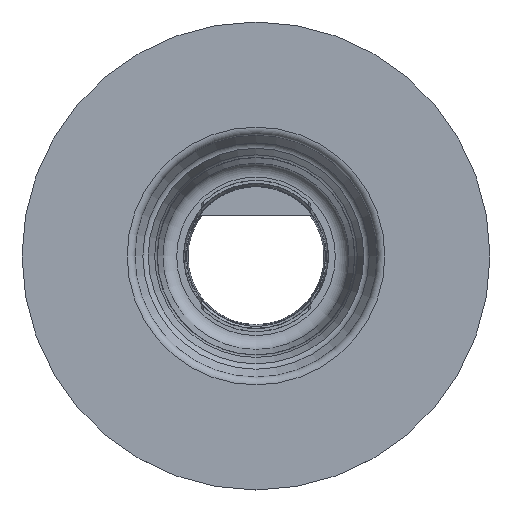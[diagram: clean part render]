
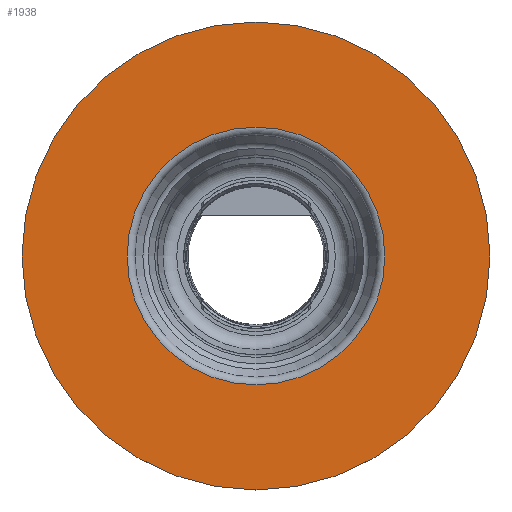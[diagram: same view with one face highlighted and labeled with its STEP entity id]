
A CAD part, top view. The second image highlights one B-rep face of the part: STEP entity #1938.
In plain terms, the highlighted planar face has unit normal (0, 0, 1).
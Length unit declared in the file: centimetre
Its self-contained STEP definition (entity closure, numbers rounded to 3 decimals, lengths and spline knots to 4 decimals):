
#144=FACE_BOUND('',#352,.T.);
#157=PLANE('',#2156);
#225=FACE_OUTER_BOUND('',#351,.T.);
#351=EDGE_LOOP('',(#1488));
#352=EDGE_LOOP('',(#1489));
#665=CIRCLE('',#2154,90.8789);
#667=CIRCLE('',#2157,165.);
#835=VERTEX_POINT('',#3301);
#836=VERTEX_POINT('',#3305);
#1071=EDGE_CURVE('',#835,#835,#665,.T.);
#1073=EDGE_CURVE('',#836,#836,#667,.T.);
#1488=ORIENTED_EDGE('',*,*,#1073,.T.);
#1489=ORIENTED_EDGE('',*,*,#1071,.F.);
#1938=ADVANCED_FACE('',(#225,#144),#157,.F.);
#2154=AXIS2_PLACEMENT_3D('',#3302,#2641,#2642);
#2156=AXIS2_PLACEMENT_3D('',#3304,#2645,#2646);
#2157=AXIS2_PLACEMENT_3D('',#3306,#2647,#2648);
#2641=DIRECTION('center_axis',(0.,0.,1.));
#2642=DIRECTION('ref_axis',(-1.,0.,0.));
#2645=DIRECTION('center_axis',(0.,0.,-1.));
#2646=DIRECTION('ref_axis',(0.,1.,0.));
#2647=DIRECTION('center_axis',(0.,0.,1.));
#2648=DIRECTION('ref_axis',(-1.,0.,0.));
#3301=CARTESIAN_POINT('',(0.,90.8789,250.));
#3302=CARTESIAN_POINT('Origin',(0.,0.,250.));
#3304=CARTESIAN_POINT('Origin',(-127.9394,0.,
250.));
#3305=CARTESIAN_POINT('',(165.,0.,250.));
#3306=CARTESIAN_POINT('Origin',(0.,0.,250.));
